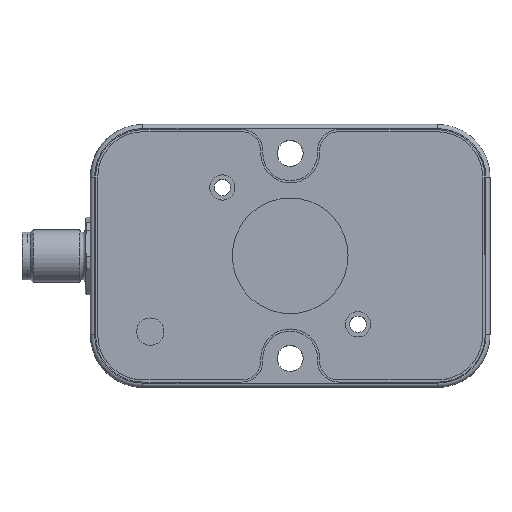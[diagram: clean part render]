
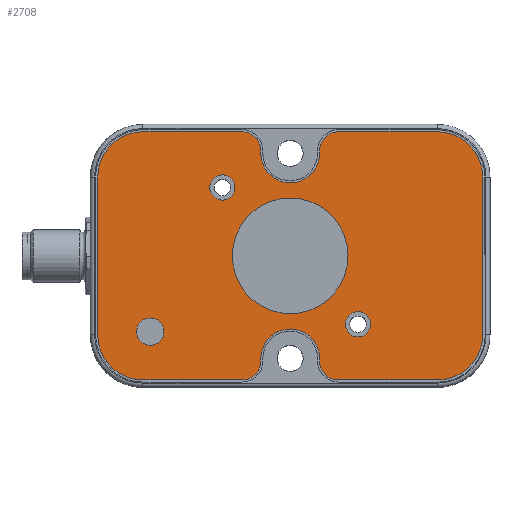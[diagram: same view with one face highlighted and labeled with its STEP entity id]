
A CAD part, top view. The second image highlights one B-rep face of the part: STEP entity #2708.
In plain terms, the highlighted planar face has unit normal (0, 0, 1).
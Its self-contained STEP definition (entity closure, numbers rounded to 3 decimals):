
#95=FACE_BOUND('',#623,.T.);
#96=FACE_BOUND('',#624,.T.);
#97=FACE_BOUND('',#625,.T.);
#98=FACE_BOUND('',#626,.T.);
#220=CIRCLE('',#2980,1.8);
#221=CIRCLE('',#2981,4.3);
#222=CIRCLE('',#2982,4.3);
#223=CIRCLE('',#2983,1.8);
#224=CIRCLE('',#2984,2.8);
#225=CIRCLE('',#2985,1.8);
#226=CIRCLE('',#2986,4.3);
#227=CIRCLE('',#2987,4.3);
#228=CIRCLE('',#2988,1.8);
#229=CIRCLE('',#2989,2.8);
#230=CIRCLE('',#2990,5.5);
#231=CIRCLE('',#2991,1.3);
#232=CIRCLE('',#2992,1.2);
#233=CIRCLE('',#2993,1.2);
#433=FACE_OUTER_BOUND('',#622,.T.);
#622=EDGE_LOOP('',(#2197,#2198,#2199,#2200,#2201,#2202,#2203,#2204,#2205,
#2206,#2207,#2208,#2209,#2210,#2211,#2212,#2213,#2214,#2215,#2216));
#623=EDGE_LOOP('',(#2217));
#624=EDGE_LOOP('',(#2218));
#625=EDGE_LOOP('',(#2219));
#626=EDGE_LOOP('',(#2220));
#814=LINE('',#4481,#1005);
#815=LINE('',#4485,#1006);
#816=LINE('',#4489,#1007);
#817=LINE('',#4493,#1008);
#818=LINE('',#4497,#1009);
#819=LINE('',#4501,#1010);
#820=LINE('',#4505,#1011);
#821=LINE('',#4509,#1012);
#822=LINE('',#4513,#1013);
#823=LINE('',#4517,#1014);
#1005=VECTOR('',#3670,0.25);
#1006=VECTOR('',#3673,9.4);
#1007=VECTOR('',#3676,15.);
#1008=VECTOR('',#3679,9.4);
#1009=VECTOR('',#3682,0.25);
#1010=VECTOR('',#3685,0.25);
#1011=VECTOR('',#3688,9.4);
#1012=VECTOR('',#3691,15.);
#1013=VECTOR('',#3694,9.4);
#1014=VECTOR('',#3697,0.25);
#1236=VERTEX_POINT('',#4479);
#1237=VERTEX_POINT('',#4480);
#1238=VERTEX_POINT('',#4482);
#1239=VERTEX_POINT('',#4484);
#1240=VERTEX_POINT('',#4486);
#1241=VERTEX_POINT('',#4488);
#1242=VERTEX_POINT('',#4490);
#1243=VERTEX_POINT('',#4492);
#1244=VERTEX_POINT('',#4494);
#1245=VERTEX_POINT('',#4496);
#1246=VERTEX_POINT('',#4498);
#1247=VERTEX_POINT('',#4500);
#1248=VERTEX_POINT('',#4502);
#1249=VERTEX_POINT('',#4504);
#1250=VERTEX_POINT('',#4506);
#1251=VERTEX_POINT('',#4508);
#1252=VERTEX_POINT('',#4510);
#1253=VERTEX_POINT('',#4512);
#1254=VERTEX_POINT('',#4514);
#1255=VERTEX_POINT('',#4516);
#1256=VERTEX_POINT('',#4519);
#1257=VERTEX_POINT('',#4521);
#1258=VERTEX_POINT('',#4523);
#1259=VERTEX_POINT('',#4525);
#1573=EDGE_CURVE('',#1236,#1237,#814,.T.);
#1574=EDGE_CURVE('',#1238,#1236,#220,.T.);
#1575=EDGE_CURVE('',#1239,#1238,#815,.T.);
#1576=EDGE_CURVE('',#1240,#1239,#221,.T.);
#1577=EDGE_CURVE('',#1241,#1240,#816,.T.);
#1578=EDGE_CURVE('',#1242,#1241,#222,.T.);
#1579=EDGE_CURVE('',#1243,#1242,#817,.T.);
#1580=EDGE_CURVE('',#1244,#1243,#223,.T.);
#1581=EDGE_CURVE('',#1245,#1244,#818,.T.);
#1582=EDGE_CURVE('',#1246,#1245,#224,.T.);
#1583=EDGE_CURVE('',#1247,#1246,#819,.T.);
#1584=EDGE_CURVE('',#1248,#1247,#225,.T.);
#1585=EDGE_CURVE('',#1249,#1248,#820,.T.);
#1586=EDGE_CURVE('',#1250,#1249,#226,.T.);
#1587=EDGE_CURVE('',#1251,#1250,#821,.T.);
#1588=EDGE_CURVE('',#1252,#1251,#227,.T.);
#1589=EDGE_CURVE('',#1253,#1252,#822,.T.);
#1590=EDGE_CURVE('',#1254,#1253,#228,.T.);
#1591=EDGE_CURVE('',#1255,#1254,#823,.T.);
#1592=EDGE_CURVE('',#1237,#1255,#229,.T.);
#1593=EDGE_CURVE('',#1256,#1256,#230,.T.);
#1594=EDGE_CURVE('',#1257,#1257,#231,.T.);
#1595=EDGE_CURVE('',#1258,#1258,#232,.T.);
#1596=EDGE_CURVE('',#1259,#1259,#233,.T.);
#2197=ORIENTED_EDGE('',*,*,#1573,.F.);
#2198=ORIENTED_EDGE('',*,*,#1574,.F.);
#2199=ORIENTED_EDGE('',*,*,#1575,.F.);
#2200=ORIENTED_EDGE('',*,*,#1576,.F.);
#2201=ORIENTED_EDGE('',*,*,#1577,.F.);
#2202=ORIENTED_EDGE('',*,*,#1578,.F.);
#2203=ORIENTED_EDGE('',*,*,#1579,.F.);
#2204=ORIENTED_EDGE('',*,*,#1580,.F.);
#2205=ORIENTED_EDGE('',*,*,#1581,.F.);
#2206=ORIENTED_EDGE('',*,*,#1582,.F.);
#2207=ORIENTED_EDGE('',*,*,#1583,.F.);
#2208=ORIENTED_EDGE('',*,*,#1584,.F.);
#2209=ORIENTED_EDGE('',*,*,#1585,.F.);
#2210=ORIENTED_EDGE('',*,*,#1586,.F.);
#2211=ORIENTED_EDGE('',*,*,#1587,.F.);
#2212=ORIENTED_EDGE('',*,*,#1588,.F.);
#2213=ORIENTED_EDGE('',*,*,#1589,.F.);
#2214=ORIENTED_EDGE('',*,*,#1590,.F.);
#2215=ORIENTED_EDGE('',*,*,#1591,.F.);
#2216=ORIENTED_EDGE('',*,*,#1592,.F.);
#2217=ORIENTED_EDGE('',*,*,#1593,.T.);
#2218=ORIENTED_EDGE('',*,*,#1594,.T.);
#2219=ORIENTED_EDGE('',*,*,#1595,.T.);
#2220=ORIENTED_EDGE('',*,*,#1596,.T.);
#2411=PLANE('',#2979);
#2708=ADVANCED_FACE('',(#433,#95,#96,#97,#98),#2411,.T.);
#2979=AXIS2_PLACEMENT_3D('',#4478,#3668,#3669);
#2980=AXIS2_PLACEMENT_3D('',#4483,#3671,#3672);
#2981=AXIS2_PLACEMENT_3D('',#4487,#3674,#3675);
#2982=AXIS2_PLACEMENT_3D('',#4491,#3677,#3678);
#2983=AXIS2_PLACEMENT_3D('',#4495,#3680,#3681);
#2984=AXIS2_PLACEMENT_3D('',#4499,#3683,#3684);
#2985=AXIS2_PLACEMENT_3D('',#4503,#3686,#3687);
#2986=AXIS2_PLACEMENT_3D('',#4507,#3689,#3690);
#2987=AXIS2_PLACEMENT_3D('',#4511,#3692,#3693);
#2988=AXIS2_PLACEMENT_3D('',#4515,#3695,#3696);
#2989=AXIS2_PLACEMENT_3D('',#4518,#3698,#3699);
#2990=AXIS2_PLACEMENT_3D('',#4520,#3700,#3701);
#2991=AXIS2_PLACEMENT_3D('',#4522,#3702,#3703);
#2992=AXIS2_PLACEMENT_3D('',#4524,#3704,#3705);
#2993=AXIS2_PLACEMENT_3D('',#4526,#3706,#3707);
#3668=DIRECTION('center_axis',(0.,0.,1.));
#3669=DIRECTION('ref_axis',(-1.,0.,0.));
#3670=DIRECTION('',(0.,1.,0.));
#3671=DIRECTION('center_axis',(0.,0.,-1.));
#3672=DIRECTION('ref_axis',(1.,0.,0.));
#3673=DIRECTION('',(-1.,0.,0.));
#3674=DIRECTION('center_axis',(0.,0.,-1.));
#3675=DIRECTION('ref_axis',(0.,1.,0.));
#3676=DIRECTION('',(0.,-1.,0.));
#3677=DIRECTION('center_axis',(0.,0.,-1.));
#3678=DIRECTION('ref_axis',(-1.,0.,0.));
#3679=DIRECTION('',(1.,0.,0.));
#3680=DIRECTION('center_axis',(0.,0.,-1.));
#3681=DIRECTION('ref_axis',(0.,-1.,0.));
#3682=DIRECTION('',(0.,1.,0.));
#3683=DIRECTION('center_axis',(0.,0.,1.));
#3684=DIRECTION('ref_axis',(-1.,0.,0.));
#3685=DIRECTION('',(0.,-1.,0.));
#3686=DIRECTION('center_axis',(0.,0.,-1.));
#3687=DIRECTION('ref_axis',(-1.,0.,0.));
#3688=DIRECTION('',(1.,0.,0.));
#3689=DIRECTION('center_axis',(0.,0.,-1.));
#3690=DIRECTION('ref_axis',(0.,-1.,0.));
#3691=DIRECTION('',(0.,1.,0.));
#3692=DIRECTION('center_axis',(0.,0.,-1.));
#3693=DIRECTION('ref_axis',(1.,0.,0.));
#3694=DIRECTION('',(-1.,0.,0.));
#3695=DIRECTION('center_axis',(0.,0.,-1.));
#3696=DIRECTION('ref_axis',(0.,1.,0.));
#3697=DIRECTION('',(0.,-1.,0.));
#3698=DIRECTION('center_axis',(0.,0.,1.));
#3699=DIRECTION('ref_axis',(1.,0.,0.));
#3700=DIRECTION('center_axis',(0.,0.,-1.));
#3701=DIRECTION('ref_axis',(1.,0.,0.));
#3702=DIRECTION('center_axis',(0.,0.,-1.));
#3703=DIRECTION('ref_axis',(1.,0.,0.));
#3704=DIRECTION('center_axis',(0.,0.,-1.));
#3705=DIRECTION('ref_axis',(1.,0.,0.));
#3706=DIRECTION('center_axis',(0.,0.,-1.));
#3707=DIRECTION('ref_axis',(1.,0.,0.));
#4478=CARTESIAN_POINT('Origin',(0.,0.,
13.));
#4479=CARTESIAN_POINT('',(2.8,-10.,13.));
#4480=CARTESIAN_POINT('',(2.8,-9.75,13.));
#4481=CARTESIAN_POINT('',(2.8,-10.,13.));
#4482=CARTESIAN_POINT('',(4.6,-11.8,13.));
#4483=CARTESIAN_POINT('Origin',(4.6,-10.,13.));
#4484=CARTESIAN_POINT('',(14.,-11.8,13.));
#4485=CARTESIAN_POINT('',(14.,-11.8,13.));
#4486=CARTESIAN_POINT('',(18.3,-7.5,13.));
#4487=CARTESIAN_POINT('Origin',(14.,-7.5,13.));
#4488=CARTESIAN_POINT('',(18.3,7.5,13.));
#4489=CARTESIAN_POINT('',(18.3,7.5,13.));
#4490=CARTESIAN_POINT('',(14.,11.8,13.));
#4491=CARTESIAN_POINT('Origin',(14.,7.5,13.));
#4492=CARTESIAN_POINT('',(4.6,11.8,13.));
#4493=CARTESIAN_POINT('',(4.6,11.8,13.));
#4494=CARTESIAN_POINT('',(2.8,10.,13.));
#4495=CARTESIAN_POINT('Origin',(4.6,10.,13.));
#4496=CARTESIAN_POINT('',(2.8,9.75,13.));
#4497=CARTESIAN_POINT('',(2.8,9.75,13.));
#4498=CARTESIAN_POINT('',(-2.8,9.75,13.));
#4499=CARTESIAN_POINT('Origin',(0.,9.75,13.));
#4500=CARTESIAN_POINT('',(-2.8,10.,13.));
#4501=CARTESIAN_POINT('',(-2.8,10.,13.));
#4502=CARTESIAN_POINT('',(-4.6,11.8,13.));
#4503=CARTESIAN_POINT('Origin',(-4.6,10.,13.));
#4504=CARTESIAN_POINT('',(-14.,11.8,13.));
#4505=CARTESIAN_POINT('',(-14.,11.8,13.));
#4506=CARTESIAN_POINT('',(-18.3,7.5,13.));
#4507=CARTESIAN_POINT('Origin',(-14.,7.5,13.));
#4508=CARTESIAN_POINT('',(-18.3,-7.5,13.));
#4509=CARTESIAN_POINT('',(-18.3,-7.5,13.));
#4510=CARTESIAN_POINT('',(-14.,-11.8,13.));
#4511=CARTESIAN_POINT('Origin',(-14.,-7.5,13.));
#4512=CARTESIAN_POINT('',(-4.6,-11.8,13.));
#4513=CARTESIAN_POINT('',(-4.6,-11.8,13.));
#4514=CARTESIAN_POINT('',(-2.8,-10.,13.));
#4515=CARTESIAN_POINT('Origin',(-4.6,-10.,13.));
#4516=CARTESIAN_POINT('',(-2.8,-9.75,13.));
#4517=CARTESIAN_POINT('',(-2.8,-9.75,13.));
#4518=CARTESIAN_POINT('Origin',(0.,-9.75,13.));
#4519=CARTESIAN_POINT('',(-5.5,0.,13.));
#4520=CARTESIAN_POINT('Origin',(0.,0.,13.));
#4521=CARTESIAN_POINT('',(-14.6,-7.2,13.));
#4522=CARTESIAN_POINT('Origin',(-13.3,-7.2,13.));
#4523=CARTESIAN_POINT('',(-7.65,6.5,13.));
#4524=CARTESIAN_POINT('Origin',(-6.45,6.5,13.));
#4525=CARTESIAN_POINT('',(5.25,-6.5,13.));
#4526=CARTESIAN_POINT('Origin',(6.45,-6.5,13.));
